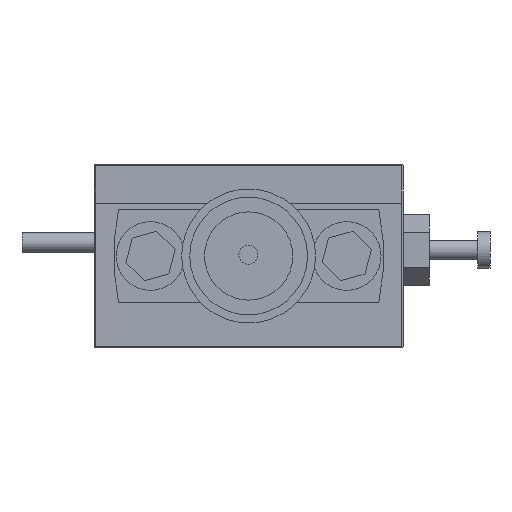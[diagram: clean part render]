
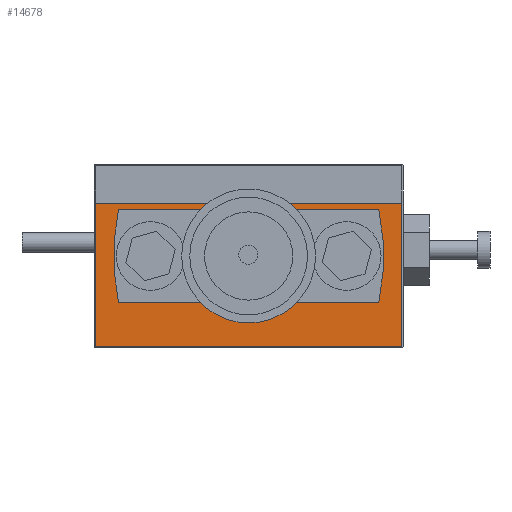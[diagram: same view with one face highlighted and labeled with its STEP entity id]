
A CAD part, left-side view. The second image highlights one B-rep face of the part: STEP entity #14678.
In plain terms, the highlighted planar face has unit normal (-1, 0, 0).
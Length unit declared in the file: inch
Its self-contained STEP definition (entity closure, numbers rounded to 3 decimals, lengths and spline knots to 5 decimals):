
#933=FACE_BOUND('',#5598,.T.);
#934=FACE_BOUND('',#5599,.T.);
#935=FACE_BOUND('',#5600,.T.);
#1099=PLANE('',#15756);
#1710=LINE('',#23115,#3189);
#1724=LINE('',#23156,#3203);
#1726=LINE('',#23160,#3205);
#1729=LINE('',#23164,#3208);
#3189=VECTOR('',#17153,0.3937);
#3203=VECTOR('',#17191,0.3937);
#3205=VECTOR('',#17195,0.3937);
#3208=VECTOR('',#17200,0.3937);
#4734=FACE_OUTER_BOUND('',#5597,.T.);
#5597=EDGE_LOOP('',(#11086,#11087,#11088,#11089));
#5598=EDGE_LOOP('',(#11090));
#5599=EDGE_LOOP('',(#11091));
#5600=EDGE_LOOP('',(#11092));
#6424=CIRCLE('',#15757,0.0401);
#6425=CIRCLE('',#15758,0.0195);
#6426=CIRCLE('',#15759,0.0401);
#6787=VERTEX_POINT('',#23112);
#6788=VERTEX_POINT('',#23114);
#6803=VERTEX_POINT('',#23155);
#6804=VERTEX_POINT('',#23159);
#6805=VERTEX_POINT('',#23165);
#6806=VERTEX_POINT('',#23167);
#6807=VERTEX_POINT('',#23169);
#8397=EDGE_CURVE('',#6788,#6787,#1710,.T.);
#8418=EDGE_CURVE('',#6788,#6803,#1724,.T.);
#8420=EDGE_CURVE('',#6803,#6804,#1726,.T.);
#8423=EDGE_CURVE('',#6804,#6787,#1729,.T.);
#8424=EDGE_CURVE('',#6805,#6805,#6424,.T.);
#8425=EDGE_CURVE('',#6806,#6806,#6425,.T.);
#8426=EDGE_CURVE('',#6807,#6807,#6426,.T.);
#11086=ORIENTED_EDGE('',*,*,#8418,.F.);
#11087=ORIENTED_EDGE('',*,*,#8397,.T.);
#11088=ORIENTED_EDGE('',*,*,#8423,.F.);
#11089=ORIENTED_EDGE('',*,*,#8420,.F.);
#11090=ORIENTED_EDGE('',*,*,#8424,.F.);
#11091=ORIENTED_EDGE('',*,*,#8425,.T.);
#11092=ORIENTED_EDGE('',*,*,#8426,.F.);
#14678=ADVANCED_FACE('',(#4734,#933,#934,#935),#1099,.T.);
#15756=AXIS2_PLACEMENT_3D('',#23163,#17198,#17199);
#15757=AXIS2_PLACEMENT_3D('',#23166,#17201,#17202);
#15758=AXIS2_PLACEMENT_3D('',#23168,#17203,#17204);
#15759=AXIS2_PLACEMENT_3D('',#23170,#17205,#17206);
#17153=DIRECTION('',(0.,1.,0.));
#17191=DIRECTION('',(0.,0.,-1.));
#17195=DIRECTION('',(0.,1.,0.));
#17198=DIRECTION('center_axis',(-1.,0.,0.));
#17199=DIRECTION('ref_axis',(0.,-1.,0.));
#17200=DIRECTION('',(0.,0.,1.));
#17201=DIRECTION('center_axis',(-1.,0.,0.));
#17202=DIRECTION('ref_axis',(0.,-1.,0.));
#17203=DIRECTION('center_axis',(1.,0.,0.));
#17204=DIRECTION('ref_axis',(0.,-1.,0.));
#17205=DIRECTION('center_axis',(-1.,0.,0.));
#17206=DIRECTION('ref_axis',(0.,-1.,0.));
#23112=CARTESIAN_POINT('',(0.,0.627,0.295));
#23114=CARTESIAN_POINT('',(0.,0.003,0.295));
#23115=CARTESIAN_POINT('',(0.,0.4725,0.295));
#23155=CARTESIAN_POINT('',(0.,0.003,0.003));
#23156=CARTESIAN_POINT('',(0.,0.003,0.));
#23159=CARTESIAN_POINT('',(0.,0.627,0.003));
#23160=CARTESIAN_POINT('',(0.,0.4725,0.003));
#23163=CARTESIAN_POINT('Origin',(0.,0.63,0.));
#23164=CARTESIAN_POINT('',(0.,0.627,0.));
#23165=CARTESIAN_POINT('',(0.,0.5551,0.1875));
#23166=CARTESIAN_POINT('Origin',(0.,0.515,0.1875));
#23167=CARTESIAN_POINT('',(0.,0.3345,0.1875));
#23168=CARTESIAN_POINT('Origin',(0.,0.315,0.1875));
#23169=CARTESIAN_POINT('',(0.,0.1551,0.1875));
#23170=CARTESIAN_POINT('Origin',(0.,0.115,0.1875));
